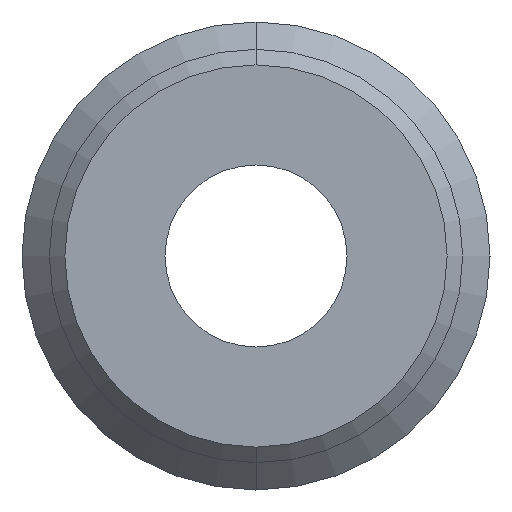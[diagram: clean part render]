
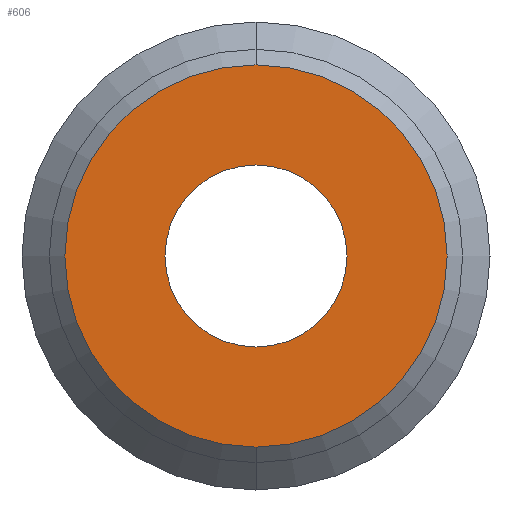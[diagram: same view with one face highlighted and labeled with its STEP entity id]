
A CAD part, front view. The second image highlights one B-rep face of the part: STEP entity #606.
In plain terms, the highlighted planar face has unit normal (0, -1, 0).
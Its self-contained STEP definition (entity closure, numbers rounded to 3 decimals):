
#33 = CIRCLE ( 'NONE', #47, 1.75 ) ;
#44 = DIRECTION ( 'NONE',  ( 0., 0., 1. ) ) ;
#45 = DIRECTION ( 'NONE',  ( 0., 1., 0. ) ) ;
#46 = CARTESIAN_POINT ( 'NONE',  ( 0., 0., 0. ) ) ;
#47 = AXIS2_PLACEMENT_3D ( 'NONE', #46, #45, #44 ) ;
#256 = AXIS2_PLACEMENT_3D ( 'NONE', #282, #280, #270 ) ;
#257 = CIRCLE ( 'NONE', #256, 3.675 ) ;
#270 = DIRECTION ( 'NONE',  ( 0., 0., -1. ) ) ;
#280 = DIRECTION ( 'NONE',  ( 0., -1., 0. ) ) ;
#282 = CARTESIAN_POINT ( 'NONE',  ( 0., 0., 0. ) ) ;
#331 = DIRECTION ( 'NONE',  ( 0., 0., -1. ) ) ;
#332 = DIRECTION ( 'NONE',  ( 0., -1., 0. ) ) ;
#333 = CARTESIAN_POINT ( 'NONE',  ( 3.675, 0., 0. ) ) ;
#334 = AXIS2_PLACEMENT_3D ( 'NONE', #333, #332, #331 ) ;
#335 = PLANE ( 'NONE',  #334 ) ;
#336 = FACE_OUTER_BOUND ( 'NONE', #575, .T. ) ;
#337 = FACE_BOUND ( 'NONE', #593, .T. ) ;
#365 = VERTEX_POINT ( 'NONE', #748 ) ;
#387 = EDGE_CURVE ( 'NONE', #365, #388, #756, .T. ) ;
#388 = VERTEX_POINT ( 'NONE', #741 ) ;
#417 = VERTEX_POINT ( 'NONE', #821 ) ;
#487 = EDGE_CURVE ( 'NONE', #488, #417, #1007, .T. ) ;
#488 = VERTEX_POINT ( 'NONE', #1003 ) ;
#549 = ORIENTED_EDGE ( 'NONE', *, *, #620, .T. ) ;
#575 = EDGE_LOOP ( 'NONE', ( #629, #628 ) ) ;
#576 = EDGE_CURVE ( 'NONE', #417, #488, #257, .T. ) ;
#593 = EDGE_LOOP ( 'NONE', ( #549, #597 ) ) ;
#597 = ORIENTED_EDGE ( 'NONE', *, *, #387, .T. ) ;
#606 = ADVANCED_FACE ( 'NONE', ( #337, #336 ), #335, .T. ) ;
#620 = EDGE_CURVE ( 'NONE', #388, #365, #33, .T. ) ;
#628 = ORIENTED_EDGE ( 'NONE', *, *, #487, .T. ) ;
#629 = ORIENTED_EDGE ( 'NONE', *, *, #576, .T. ) ;
#741 = CARTESIAN_POINT ( 'NONE',  ( 0., 0., 1.75 ) ) ;
#742 = DIRECTION ( 'NONE',  ( 0., 0., 1. ) ) ;
#743 = DIRECTION ( 'NONE',  ( 0., 1., 0. ) ) ;
#744 = CARTESIAN_POINT ( 'NONE',  ( 0., 0., 0. ) ) ;
#745 = AXIS2_PLACEMENT_3D ( 'NONE', #744, #743, #742 ) ;
#748 = CARTESIAN_POINT ( 'NONE',  ( 0., 0., -1.75 ) ) ;
#756 = CIRCLE ( 'NONE', #745, 1.75 ) ;
#821 = CARTESIAN_POINT ( 'NONE',  ( 0., 0., 3.675 ) ) ;
#1003 = CARTESIAN_POINT ( 'NONE',  ( 0., 0., -3.675 ) ) ;
#1004 = DIRECTION ( 'NONE',  ( 0., 0., -1. ) ) ;
#1005 = DIRECTION ( 'NONE',  ( 0., -1., 0. ) ) ;
#1006 = AXIS2_PLACEMENT_3D ( 'NONE', #1011, #1005, #1004 ) ;
#1007 = CIRCLE ( 'NONE', #1006, 3.675 ) ;
#1011 = CARTESIAN_POINT ( 'NONE',  ( 0., 0., 0. ) ) ;
